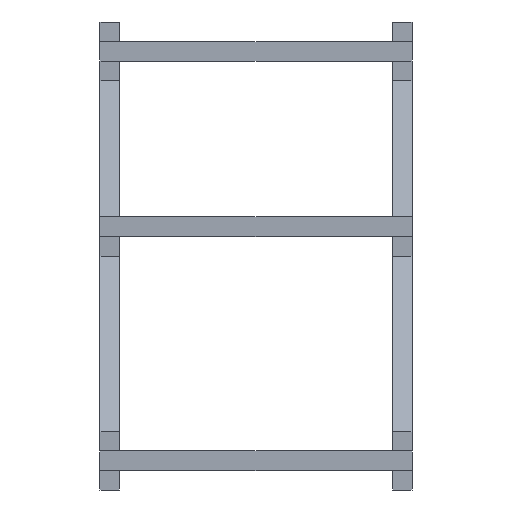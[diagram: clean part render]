
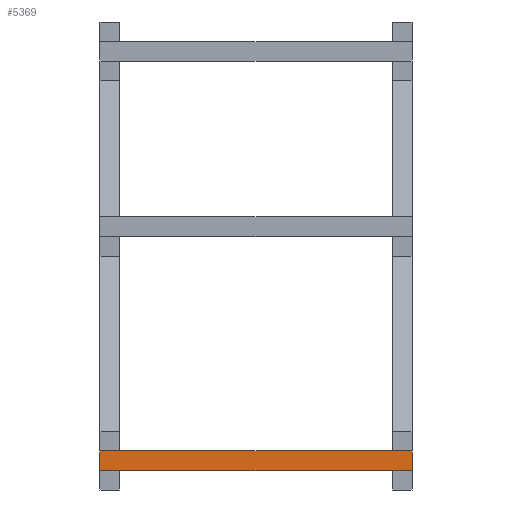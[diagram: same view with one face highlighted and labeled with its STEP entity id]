
A CAD part, front view. The second image highlights one B-rep face of the part: STEP entity #5369.
In plain terms, the highlighted free-form (B-spline) face has degree [1, 1] with [2, 2] control points.
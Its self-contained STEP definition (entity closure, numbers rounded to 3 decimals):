
#5338 = VERTEX_POINT('',#5339);
#5339 = CARTESIAN_POINT('',(0.,-188.742,-39.321));
#5346 = EDGE_CURVE('',#5347,#5338,#5349,.T.);
#5347 = VERTEX_POINT('',#5348);
#5348 = CARTESIAN_POINT('',(62.914,-188.742,
    -39.321));
#5349 = B_SPLINE_CURVE_WITH_KNOTS('',1,(#5350,#5351),.UNSPECIFIED.,.F.,
  .F.,(2,2),(0.,50.8),.PIECEWISE_BEZIER_KNOTS.);
#5350 = CARTESIAN_POINT('',(62.914,-188.742,
    -39.321));
#5351 = CARTESIAN_POINT('',(0.,-188.742,-39.321));
#5369 = ADVANCED_FACE('',(#5370),#5392,.F.);
#5370 = FACE_BOUND('',#5371,.T.);
#5371 = EDGE_LOOP('',(#5372,#5379,#5386,#5391));
#5372 = ORIENTED_EDGE('',*,*,#5373,.T.);
#5373 = EDGE_CURVE('',#5338,#5374,#5376,.T.);
#5374 = VERTEX_POINT('',#5375);
#5375 = CARTESIAN_POINT('',(0.,-188.742,-43.253));
#5376 = B_SPLINE_CURVE_WITH_KNOTS('',1,(#5377,#5378),.UNSPECIFIED.,.F.,
  .F.,(2,2),(-1.588,1.588),.PIECEWISE_BEZIER_KNOTS.);
#5377 = CARTESIAN_POINT('',(0.,-188.742,-39.321));
#5378 = CARTESIAN_POINT('',(0.,-188.742,-43.253));
#5379 = ORIENTED_EDGE('',*,*,#5380,.F.);
#5380 = EDGE_CURVE('',#5381,#5374,#5383,.T.);
#5381 = VERTEX_POINT('',#5382);
#5382 = CARTESIAN_POINT('',(62.914,-188.742,
    -43.253));
#5383 = B_SPLINE_CURVE_WITH_KNOTS('',1,(#5384,#5385),.UNSPECIFIED.,.F.,
  .F.,(2,2),(0.,50.8),.PIECEWISE_BEZIER_KNOTS.);
#5384 = CARTESIAN_POINT('',(62.914,-188.742,
    -43.253));
#5385 = CARTESIAN_POINT('',(0.,-188.742,-43.253));
#5386 = ORIENTED_EDGE('',*,*,#5387,.F.);
#5387 = EDGE_CURVE('',#5347,#5381,#5388,.T.);
#5388 = B_SPLINE_CURVE_WITH_KNOTS('',1,(#5389,#5390),.UNSPECIFIED.,.F.,
  .F.,(2,2),(-1.588,1.588),.PIECEWISE_BEZIER_KNOTS.);
#5389 = CARTESIAN_POINT('',(62.914,-188.742,
    -39.321));
#5390 = CARTESIAN_POINT('',(62.914,-188.742,
    -43.253));
#5391 = ORIENTED_EDGE('',*,*,#5346,.T.);
#5392 = B_SPLINE_SURFACE_WITH_KNOTS('',1,1,(
    (#5393,#5394)
    ,(#5395,#5396
    )),.UNSPECIFIED.,.F.,.F.,.F.,(2,2),(2,2),(-1.588,1.588),(-50.8,0.)
  ,.PIECEWISE_BEZIER_KNOTS.);
#5393 = CARTESIAN_POINT('',(0.,-188.742,-43.253));
#5394 = CARTESIAN_POINT('',(62.914,-188.742,
    -43.253));
#5395 = CARTESIAN_POINT('',(0.,-188.742,-39.321));
#5396 = CARTESIAN_POINT('',(62.914,-188.742,
    -39.321));
